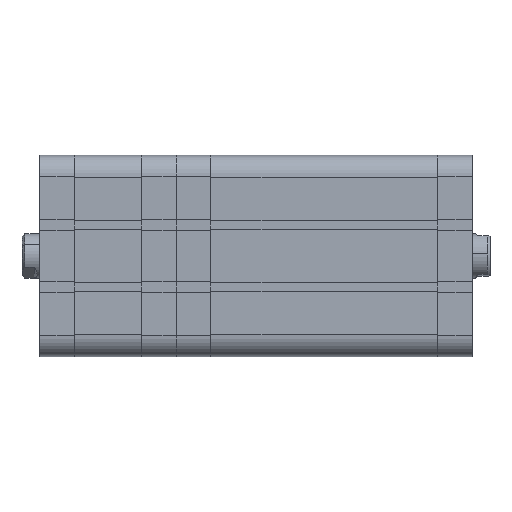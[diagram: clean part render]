
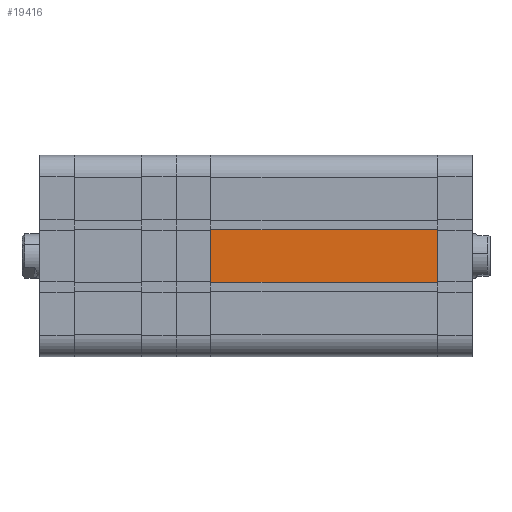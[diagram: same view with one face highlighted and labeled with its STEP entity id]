
A CAD part, front view. The second image highlights one B-rep face of the part: STEP entity #19416.
In plain terms, the highlighted planar face has unit normal (0, -1, 0).
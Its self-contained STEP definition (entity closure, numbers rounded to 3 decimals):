
#909 = ORIENTED_EDGE ( 'NONE', *, *, #15168, .T. ) ;
#1473 = CARTESIAN_POINT ( 'NONE',  ( 0., -56.75, -14.7 ) ) ;
#2724 = DIRECTION ( 'NONE',  ( 0., 1., 0. ) ) ;
#3005 = VECTOR ( 'NONE', #4821, 1000. ) ;
#3137 = DIRECTION ( 'NONE',  ( -1., 0., 0. ) ) ;
#4821 = DIRECTION ( 'NONE',  ( 0., 0., -1. ) ) ;
#5061 = CARTESIAN_POINT ( 'NONE',  ( 0., -56.75, -56.75 ) ) ;
#5693 = PLANE ( 'NONE',  #13320 ) ;
#5933 = VECTOR ( 'NONE', #15026, 1000. ) ;
#7558 = DIRECTION ( 'NONE',  ( 0., 0., 1. ) ) ;
#8035 = LINE ( 'NONE', #5061, #23716 ) ;
#8040 = CARTESIAN_POINT ( 'NONE',  ( 0., -56.75, 14.7 ) ) ;
#9308 = LINE ( 'NONE', #21287, #5933 ) ;
#10780 = EDGE_CURVE ( 'NONE', #25166, #18650, #9308, .T. ) ;
#10977 = VECTOR ( 'NONE', #3137, 1000. ) ;
#12849 = ORIENTED_EDGE ( 'NONE', *, *, #15503, .F. ) ;
#13320 = AXIS2_PLACEMENT_3D ( 'NONE', #29655, #2724, #7558 ) ;
#15026 = DIRECTION ( 'NONE',  ( -1., 0., 0. ) ) ;
#15168 = EDGE_CURVE ( 'NONE', #18650, #38112, #8035, .T. ) ;
#15503 = EDGE_CURVE ( 'NONE', #25166, #27567, #28190, .T. ) ;
#17067 = DIRECTION ( 'NONE',  ( 0., 0., -1. ) ) ;
#18650 = VERTEX_POINT ( 'NONE', #8040 ) ;
#18685 = LINE ( 'NONE', #36556, #10977 ) ;
#19416 = ADVANCED_FACE ( 'NONE', ( #35552 ), #5693, .F. ) ;
#19810 = ORIENTED_EDGE ( 'NONE', *, *, #10780, .T. ) ;
#19907 = CARTESIAN_POINT ( 'NONE',  ( 128., -56.75, -14.7 ) ) ;
#20887 = EDGE_CURVE ( 'NONE', #27567, #38112, #18685, .T. ) ;
#21287 = CARTESIAN_POINT ( 'NONE',  ( 128.001, -56.75, 14.7 ) ) ;
#22196 = CARTESIAN_POINT ( 'NONE',  ( 128., -56.75, 14.7 ) ) ;
#23716 = VECTOR ( 'NONE', #17067, 1000. ) ;
#25166 = VERTEX_POINT ( 'NONE', #22196 ) ;
#27567 = VERTEX_POINT ( 'NONE', #19907 ) ;
#28190 = LINE ( 'NONE', #37646, #3005 ) ;
#29552 = ORIENTED_EDGE ( 'NONE', *, *, #20887, .F. ) ;
#29655 = CARTESIAN_POINT ( 'NONE',  ( 128., -56.75, -56.75 ) ) ;
#33551 = EDGE_LOOP ( 'NONE', ( #19810, #909, #29552, #12849 ) ) ;
#35552 = FACE_OUTER_BOUND ( 'NONE', #33551, .T. ) ;
#36556 = CARTESIAN_POINT ( 'NONE',  ( 128.001, -56.75, -14.7 ) ) ;
#37646 = CARTESIAN_POINT ( 'NONE',  ( 128., -56.75, -56.75 ) ) ;
#38112 = VERTEX_POINT ( 'NONE', #1473 ) ;
